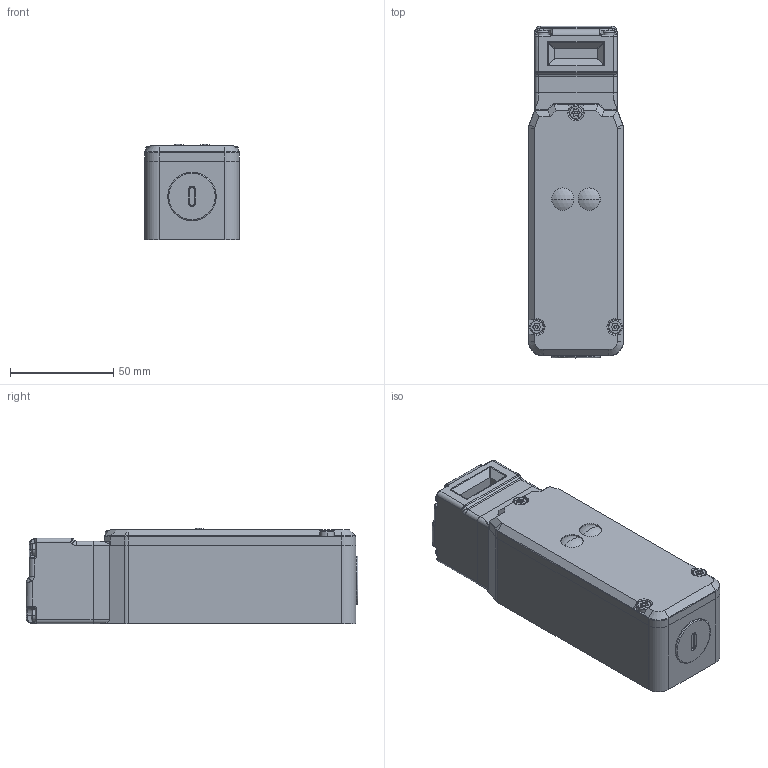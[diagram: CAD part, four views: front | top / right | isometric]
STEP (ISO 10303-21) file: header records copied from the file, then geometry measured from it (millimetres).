
FILE_DESCRIPTION (( 'STEP AP214' ), '1' );
FILE_NAME ('KLP-201005.STEP', '2017-11-09T12:20:29', ( '' ), ( '' ), 'SwSTEP 2.0', 'SolidWorks 2017', '' );
FILE_SCHEMA (( 'AUTOMOTIVE_DESIGN' ));
Length unit declared in the file: inch
Products named in the file (1): KLP-201005
Bounding box: 46 x 161 x 46.3 mm (x, y, z)
Volume: 300746.9 mm3; surface area: 51543.7 mm2
Topology: 8 solids, 8 shells, 476 faces, 1151 edges, 713 vertices
Faces by surface type: cylinder 208, plane 172, torus 61, bspline 25, sphere 6, cone 4
Entity records: 14332 total; most frequent: CARTESIAN_POINT 3024, DIRECTION 2458, ORIENTED_EDGE 2298, EDGE_CURVE 1149, AXIS2_PLACEMENT_3D 941, VERTEX_POINT 713, LINE 576, VECTOR 576
